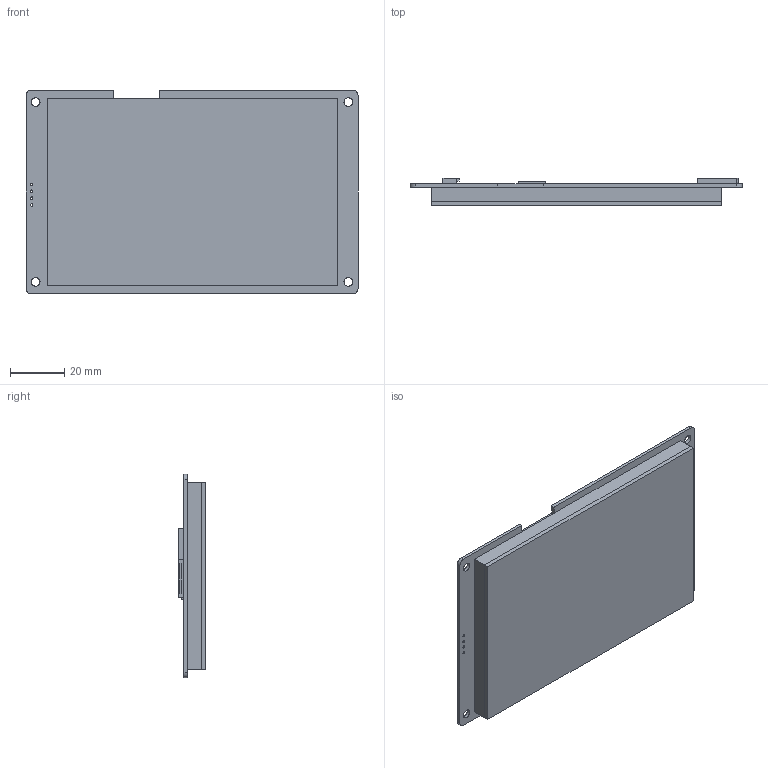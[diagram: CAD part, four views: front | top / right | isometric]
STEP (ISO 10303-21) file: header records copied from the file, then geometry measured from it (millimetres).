
FILE_DESCRIPTION(/* description */ (''),/* implementation_level */ '2;1');
FILE_NAME(/* name */ 'P48272J43L_T01.stp',/* time_stamp */ '2024-03-28T17:18:27-03:00',/* author */ ('Reservaa'),/* organization */ (''),/* preprocessor_version */ 'ST-DEVELOPER v18.1',/* originating_system */ 'Autodesk Inventor 2022',/* authorisation */ '');
FILE_SCHEMA (('AUTOMOTIVE_DESIGN { 1 0 10303 214 3 1 1 }'));
Length unit declared in the file: millimetre
Products named in the file (11): P48272J43L_T01; Placa 43L; Tela; Vidro da tela; FPC 10w 14,1 de comprimento externo; sd; F1C100S; Body; ThermalPin; PinsArrayLR; PinsArrayTB
Assembly tree (10 placements, depth 3):
  P48272J43L_T01
    Placa 43L
    Tela
    Vidro da tela
    FPC 10w 14,1 de comprimento externo
    sd
    F1C100S
      Body
      ThermalPin
      PinsArrayLR
      PinsArrayTB
Bounding box: 121.89 x 10.1 x 74.7 mm (x, y, z)
Volume: 58465.3 mm3; surface area: 51905.5 mm2
Topology: 95 solids, 95 shells, 810 faces, 1800 edges, 1200 vertices
Faces by surface type: plane 632, cylinder 101, bspline 77
Full cylindrical faces by diameter (mm): 0.9 x4, 1.25 x1, 3.2 x4
Entity records: 23037 total; most frequent: CARTESIAN_POINT 4832, ORIENTED_EDGE 3600, DIRECTION 3356, EDGE_CURVE 1800, LINE 1444, VECTOR 1444, VERTEX_POINT 1200, AXIS2_PLACEMENT_3D 956
